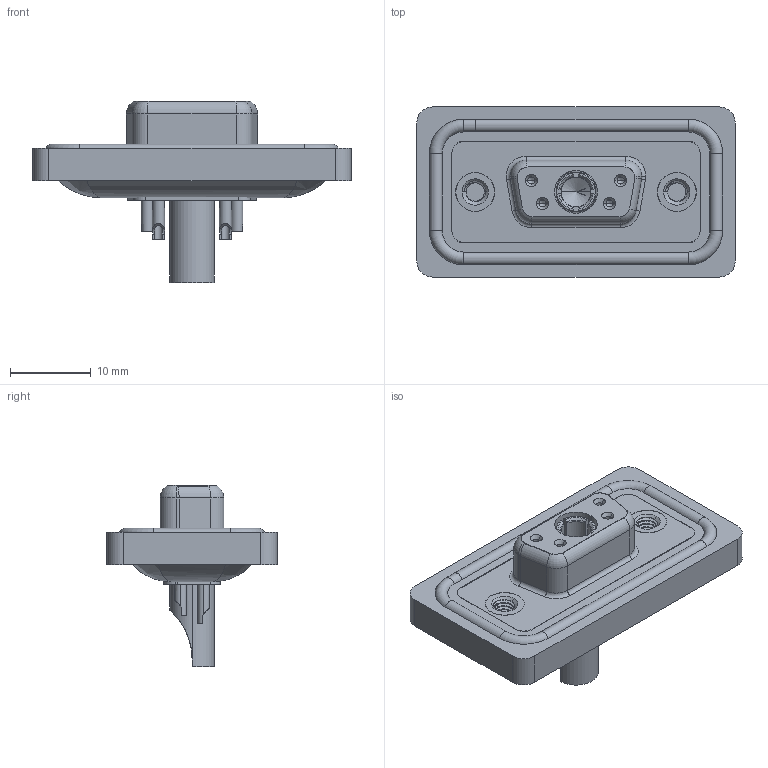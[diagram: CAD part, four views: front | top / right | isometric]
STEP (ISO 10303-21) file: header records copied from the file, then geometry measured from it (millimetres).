
FILE_DESCRIPTION (( 'STEP AP203' ), '1' );
FILE_NAME ('628W5W1-622-4NA.STEP', '2024-03-22T14:07:24', ( '' ), ( '' ), 'SwSTEP 2.0', 'SolidWorks 2023', '' );
FILE_SCHEMA (( 'CONFIG_CONTROL_DESIGN' ));
Length unit declared in the file: millimetre
Products named in the file (9): 628Combo Threaded Rivet_A; 628Combo Contact Row 2_22; 628Combo Waterproof Housing_09 Contacts; 628Combo Contact Row 1_22; 628Combo Shell Front_09 Contacts; 628W5W1-622-4NA; Power Socket_40A SC; 628Combo Housing_5W1; 628Combo Shell Rear_09 Contacts
Assembly tree (11 placements, depth 2):
  628W5W1-622-4NA
    628Combo Housing_5W1
    628Combo Waterproof Housing_09 Contacts
    628Combo Shell Front_09 Contacts
    628Combo Shell Rear_09 Contacts
    628Combo Threaded Rivet_A  x2
    628Combo Contact Row 1_22  x2
    628Combo Contact Row 2_22  x2
    Power Socket_40A SC
Bounding box: 39.5 x 21.1 x 22.45 mm (x, y, z)
Volume: 4816.6 mm3; surface area: 7814.8 mm2
Topology: 13 solids, 13 shells, 681 faces, 1694 edges, 1054 vertices
Faces by surface type: cylinder 298, plane 204, torus 107, cone 61, bspline 11
Entity records: 20123 total; most frequent: CARTESIAN_POINT 5584, DIRECTION 2974, ORIENTED_EDGE 2764, EDGE_CURVE 1382, AXIS2_PLACEMENT_3D 1194, VERTEX_POINT 872, EDGE_LOOP 626, CIRCLE 623
